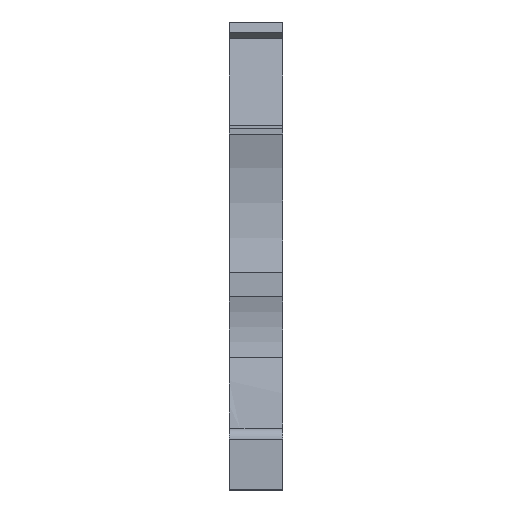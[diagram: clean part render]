
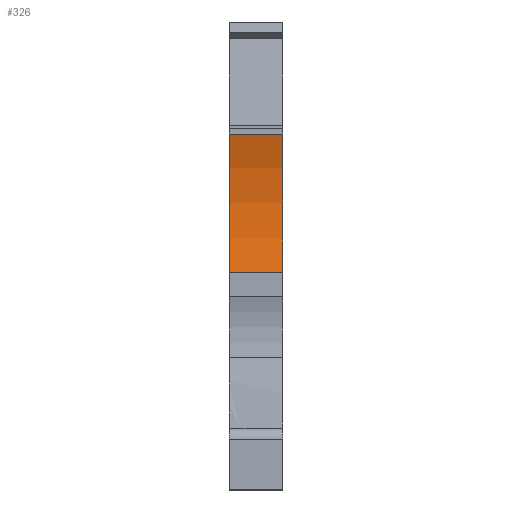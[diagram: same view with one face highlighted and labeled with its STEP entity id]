
A CAD part, front view. The second image highlights one B-rep face of the part: STEP entity #326.
In plain terms, the highlighted cylindrical face has radius 15 mm (diameter 30 mm), a partial arc.
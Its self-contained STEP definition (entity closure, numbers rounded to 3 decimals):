
#326 = ADVANCED_FACE( '', ( #756 ), #757, .F. );
#756 = FACE_OUTER_BOUND( '', #1293, .T. );
#757 = CYLINDRICAL_SURFACE( '', #1294, 15. );
#1293 = EDGE_LOOP( '', ( #2206, #2207, #2208, #2209 ) );
#1294 = AXIS2_PLACEMENT_3D( '', #2210, #2211, #2212 );
#2206 = ORIENTED_EDGE( '', *, *, #3676, .F. );
#2207 = ORIENTED_EDGE( '', *, *, #3677, .F. );
#2208 = ORIENTED_EDGE( '', *, *, #3640, .T. );
#2209 = ORIENTED_EDGE( '', *, *, #3402, .T. );
#2210 = CARTESIAN_POINT( '', ( -7.791, 9.95, 0. ) );
#2211 = DIRECTION( '', ( 0., 0., 1. ) );
#2212 = DIRECTION( '', ( 0.993, 0.122, 0. ) );
#3402 = EDGE_CURVE( '', #4122, #4120, #4123, .T. );
#3640 = EDGE_CURVE( '', #4530, #4122, #4531, .T. );
#3676 = EDGE_CURVE( '', #4583, #4120, #4584, .T. );
#3677 = EDGE_CURVE( '', #4530, #4583, #4585, .T. );
#4120 = VERTEX_POINT( '', #5186 );
#4122 = VERTEX_POINT( '', #5189 );
#4123 = CIRCLE( '', #5190, 15. );
#4530 = VERTEX_POINT( '', #5950 );
#4531 = LINE( '', #5951, #5952 );
#4583 = VERTEX_POINT( '', #6350 );
#4584 = LINE( '', #6351, #6352 );
#4585 = CIRCLE( '', #6353, 15. );
#5186 = CARTESIAN_POINT( '', ( 5.863, 16.161, 0. ) );
#5189 = CARTESIAN_POINT( '', ( 6.96, 7.228, 0. ) );
#5190 = AXIS2_PLACEMENT_3D( '', #7229, #7230, #7231 );
#5950 = CARTESIAN_POINT( '', ( 6.96, 7.228, -3.5 ) );
#5951 = CARTESIAN_POINT( '', ( 6.96, 7.228, 0. ) );
#5952 = VECTOR( '', #7483, 1000. );
#6350 = CARTESIAN_POINT( '', ( 5.863, 16.161, -3.5 ) );
#6351 = CARTESIAN_POINT( '', ( 5.863, 16.161, 0. ) );
#6352 = VECTOR( '', #7506, 1000. );
#6353 = AXIS2_PLACEMENT_3D( '', #7507, #7508, #7509 );
#7229 = CARTESIAN_POINT( '', ( -7.791, 9.95, 0. ) );
#7230 = DIRECTION( '', ( 0., 0., 1. ) );
#7231 = DIRECTION( '', ( 1., 0., 0. ) );
#7483 = DIRECTION( '', ( 0., 0., 1. ) );
#7506 = DIRECTION( '', ( 0., 0., 1. ) );
#7507 = CARTESIAN_POINT( '', ( -7.791, 9.95, -3.5 ) );
#7508 = DIRECTION( '', ( 0., 0., 1. ) );
#7509 = DIRECTION( '', ( 1., 0., 0. ) );
